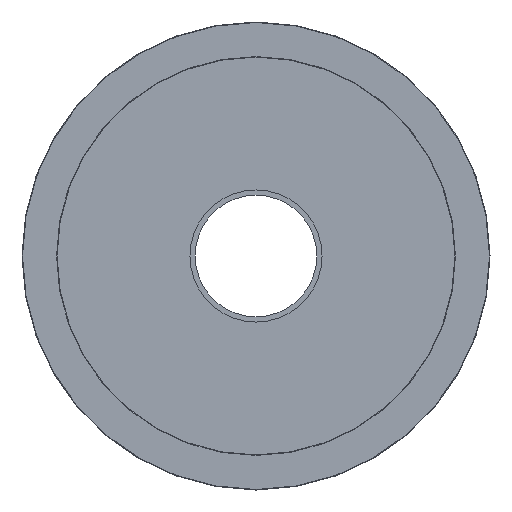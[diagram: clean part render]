
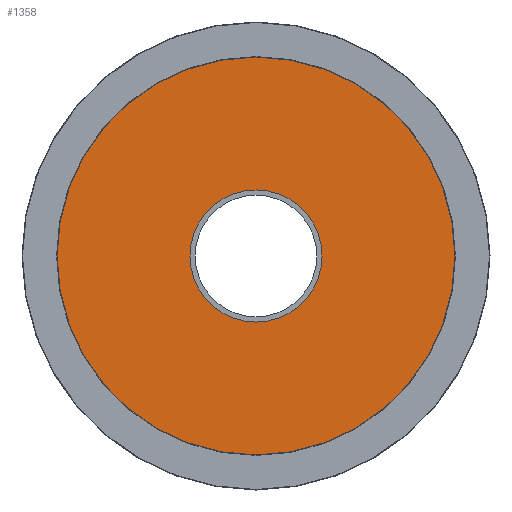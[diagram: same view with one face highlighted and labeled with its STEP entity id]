
A CAD part, front view. The second image highlights one B-rep face of the part: STEP entity #1358.
In plain terms, the highlighted planar face has unit normal (0, -1, 0).
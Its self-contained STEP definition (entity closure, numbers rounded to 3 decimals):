
#25 = DIRECTION ( 'NONE',  ( -1., 0., 0. ) ) ;
#30 = EDGE_CURVE ( 'NONE', #1197, #416, #499, .T. ) ;
#32 = DIRECTION ( 'NONE',  ( 0., 1., 0. ) ) ;
#38 = CARTESIAN_POINT ( 'NONE',  ( 0., 4.5, 0. ) ) ;
#67 = PLANE ( 'NONE',  #503 ) ;
#127 = CIRCLE ( 'NONE', #734, 25.4 ) ;
#144 = DIRECTION ( 'NONE',  ( 0., -1., 0. ) ) ;
#147 = DIRECTION ( 'NONE',  ( 1., 0., 0. ) ) ;
#155 = DIRECTION ( 'NONE',  ( 0., -1., 0. ) ) ;
#163 = CARTESIAN_POINT ( 'NONE',  ( 0., 4.5, 0. ) ) ;
#172 = VERTEX_POINT ( 'NONE', #302 ) ;
#284 = EDGE_LOOP ( 'NONE', ( #686, #796 ) ) ;
#302 = CARTESIAN_POINT ( 'NONE',  ( 25.4, 4.5, 0. ) ) ;
#398 = ORIENTED_EDGE ( 'NONE', *, *, #30, .F. ) ;
#416 = VERTEX_POINT ( 'NONE', #490 ) ;
#417 = AXIS2_PLACEMENT_3D ( 'NONE', #38, #32, #25 ) ;
#443 = AXIS2_PLACEMENT_3D ( 'NONE', #163, #155, #147 ) ;
#490 = CARTESIAN_POINT ( 'NONE',  ( 76.5, 4.5, 0. ) ) ;
#499 = CIRCLE ( 'NONE', #1240, 76.5 ) ;
#503 = AXIS2_PLACEMENT_3D ( 'NONE', #1692, #144, #1663 ) ;
#522 = ORIENTED_EDGE ( 'NONE', *, *, #1564, .F. ) ;
#582 = VERTEX_POINT ( 'NONE', #1302 ) ;
#604 = CIRCLE ( 'NONE', #417, 76.5 ) ;
#668 = DIRECTION ( 'NONE',  ( 1., 0., 0. ) ) ;
#686 = ORIENTED_EDGE ( 'NONE', *, *, #1087, .F. ) ;
#734 = AXIS2_PLACEMENT_3D ( 'NONE', #753, #761, #668 ) ;
#753 = CARTESIAN_POINT ( 'NONE',  ( 0., 4.5, 0. ) ) ;
#761 = DIRECTION ( 'NONE',  ( 0., -1., 0. ) ) ;
#796 = ORIENTED_EDGE ( 'NONE', *, *, #1514, .F. ) ;
#850 = FACE_OUTER_BOUND ( 'NONE', #1669, .T. ) ;
#924 = CIRCLE ( 'NONE', #443, 25.4 ) ;
#1087 = EDGE_CURVE ( 'NONE', #582, #172, #127, .T. ) ;
#1197 = VERTEX_POINT ( 'NONE', #1435 ) ;
#1240 = AXIS2_PLACEMENT_3D ( 'NONE', #1507, #1502, #1497 ) ;
#1276 = FACE_BOUND ( 'NONE', #284, .T. ) ;
#1302 = CARTESIAN_POINT ( 'NONE',  ( -25.4, 4.5, 0. ) ) ;
#1358 = ADVANCED_FACE ( 'NONE', ( #1276, #850 ), #67, .T. ) ;
#1435 = CARTESIAN_POINT ( 'NONE',  ( -76.5, 4.5, 0. ) ) ;
#1497 = DIRECTION ( 'NONE',  ( -1., 0., 0. ) ) ;
#1502 = DIRECTION ( 'NONE',  ( 0., 1., 0. ) ) ;
#1507 = CARTESIAN_POINT ( 'NONE',  ( 0., 4.5, 0. ) ) ;
#1514 = EDGE_CURVE ( 'NONE', #172, #582, #924, .T. ) ;
#1564 = EDGE_CURVE ( 'NONE', #416, #1197, #604, .T. ) ;
#1663 = DIRECTION ( 'NONE',  ( 1., 0., 0. ) ) ;
#1669 = EDGE_LOOP ( 'NONE', ( #398, #522 ) ) ;
#1692 = CARTESIAN_POINT ( 'NONE',  ( -76.5, 4.5, 0. ) ) ;
